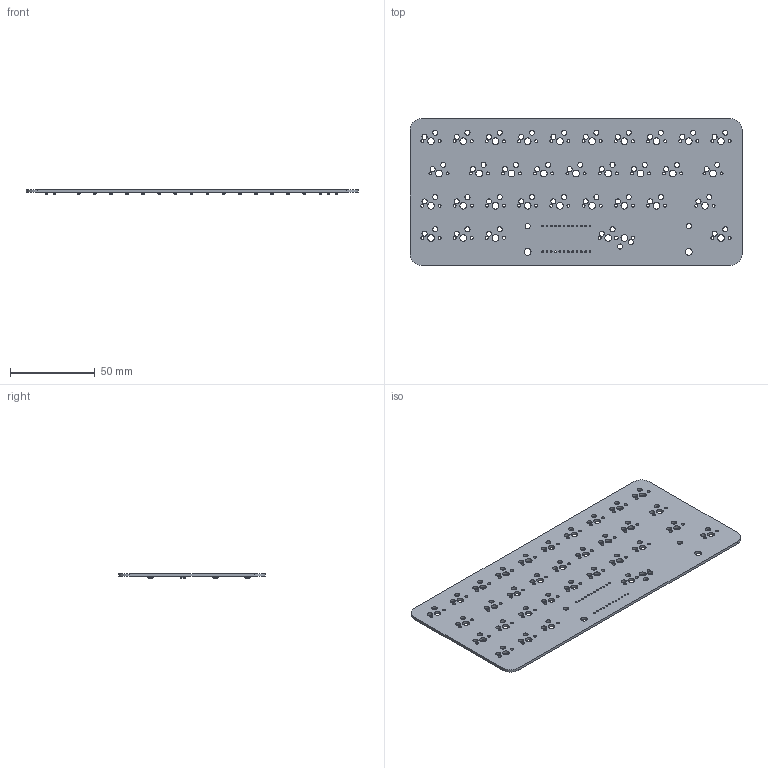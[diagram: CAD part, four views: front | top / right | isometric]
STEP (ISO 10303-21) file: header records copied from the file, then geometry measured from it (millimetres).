
FILE_DESCRIPTION(('KiCad electronic assembly'),'2;1');
FILE_NAME('tabesco-31.step','2024-12-12T15:55:43',('Pcbnew'),('Kicad'), 'Open CASCADE STEP processor 7.8','KiCad to STEP converter','Unknown' );
FILE_SCHEMA(('AUTOMOTIVE_DESIGN { 1 0 10303 214 1 1 1 1 }'));
Length unit declared in the file: millimetre
Products named in the file (4): tabesco-31 1; D_SOD-123; D_SOD_123; _autosave-tabesco-48_PCB
Assembly tree (35 placements, depth 3):
  tabesco-31 1
    D_SOD-123  x33
      D_SOD_123
    _autosave-tabesco-48_PCB
Bounding box: 196.22 x 86.68 x 2.9 mm (x, y, z)
Volume: 25511.2 mm3; surface area: 35734.2 mm2
Topology: 34 solids, 34 shells, 2421 faces, 5772 edges, 3452 vertices
Faces by surface type: plane 1095, bspline 858, cylinder 468
Full cylindrical faces by diameter (mm): 1 x24, 1.75 x66, 3 x68, 3.048 x2, 3.988 x36
Entity records: 10686 total; most frequent: DIRECTION 1746, CARTESIAN_POINT 1711, ORIENTED_EDGE 1560, EDGE_CURVE 780, AXIS2_PLACEMENT_3D 711, FACE_BOUND 672, EDGE_LOOP 672, VERTEX_POINT 508
